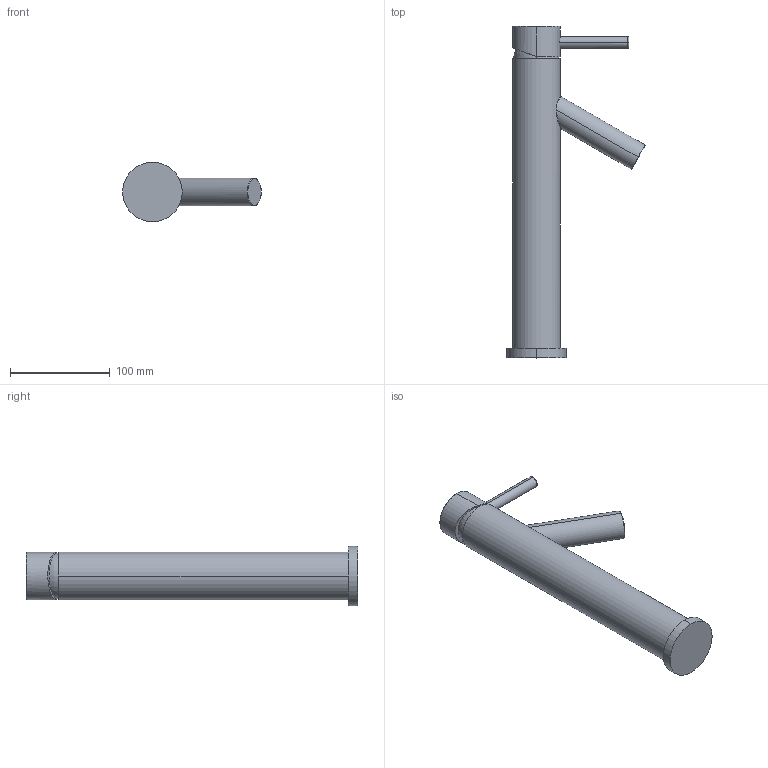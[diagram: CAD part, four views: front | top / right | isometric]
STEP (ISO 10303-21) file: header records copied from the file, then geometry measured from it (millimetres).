
FILE_DESCRIPTION((''),'2;1');
FILE_NAME('1508','2021-05-12T11:05:42',('rsmith'),(''),'CREO PARAMETRIC BY PTC INC, 2018400','CREO PARAMETRIC BY PTC INC, 2018400','');
FILE_SCHEMA(('AUTOMOTIVE_DESIGN { 1 0 10303 214 1 1 1 1 }'));
Length unit declared in the file: inch
Products named in the file (1): 1508
Bounding box: 138.93 x 332.82 x 59.69 mm (x, y, z)
Volume: 673902.7 mm3; surface area: 66919.5 mm2
Topology: 1 solids, 1 shells, 30 faces, 61 edges, 36 vertices
Faces by surface type: cylinder 10, plane 8, torus 6, bspline 4, sphere 2
Entity records: 1635 total; most frequent: CARTESIAN_POINT 569, COLOUR_RGB 147, DIRECTION 139, ORIENTED_EDGE 122, PRESENTATION_STYLE_ASSIGNMENT 69, AXIS2_PLACEMENT_3D 63, STYLED_ITEM 62, CURVE_STYLE 61
